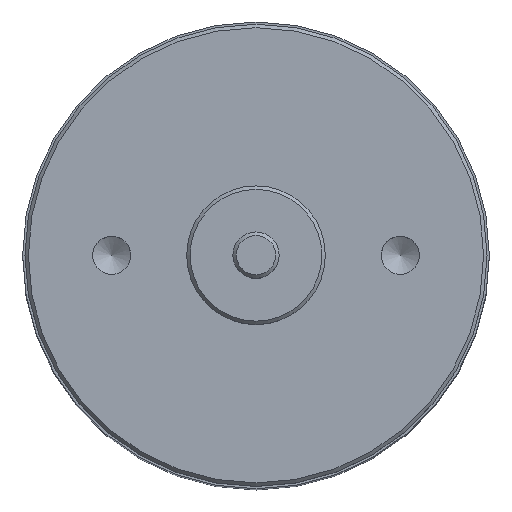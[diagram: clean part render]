
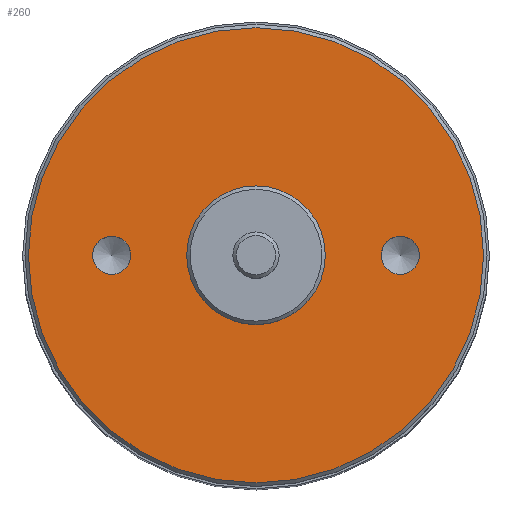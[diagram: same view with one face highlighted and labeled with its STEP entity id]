
A CAD part, top view. The second image highlights one B-rep face of the part: STEP entity #260.
In plain terms, the highlighted planar face has unit normal (0, 0, 1).
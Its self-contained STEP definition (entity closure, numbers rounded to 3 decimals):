
#18=PLANE('',#305);
#62=FACE_BOUND('',#121,.T.);
#63=FACE_BOUND('',#122,.T.);
#64=FACE_BOUND('',#123,.T.);
#84=FACE_OUTER_BOUND('',#120,.T.);
#120=EDGE_LOOP('',(#225));
#121=EDGE_LOOP('',(#226));
#122=EDGE_LOOP('',(#227));
#123=EDGE_LOOP('',(#228));
#132=CIRCLE('',#269,19.7);
#143=CIRCLE('',#285,1.65);
#145=CIRCLE('',#289,1.65);
#149=CIRCLE('',#298,6.);
#153=VERTEX_POINT('',#401);
#164=VERTEX_POINT('',#428);
#166=VERTEX_POINT('',#434);
#170=VERTEX_POINT('',#447);
#174=EDGE_CURVE('',#153,#153,#132,.T.);
#185=EDGE_CURVE('',#164,#164,#143,.T.);
#187=EDGE_CURVE('',#166,#166,#145,.T.);
#191=EDGE_CURVE('',#170,#170,#149,.T.);
#225=ORIENTED_EDGE('',*,*,#174,.T.);
#226=ORIENTED_EDGE('',*,*,#185,.F.);
#227=ORIENTED_EDGE('',*,*,#187,.F.);
#228=ORIENTED_EDGE('',*,*,#191,.F.);
#260=ADVANCED_FACE('',(#84,#62,#63,#64),#18,.T.);
#269=AXIS2_PLACEMENT_3D('',#402,#315,#316);
#285=AXIS2_PLACEMENT_3D('',#429,#347,#348);
#289=AXIS2_PLACEMENT_3D('',#435,#355,#356);
#298=AXIS2_PLACEMENT_3D('',#448,#373,#374);
#305=AXIS2_PLACEMENT_3D('',#458,#387,#388);
#315=DIRECTION('center_axis',(0.,0.,1.));
#316=DIRECTION('ref_axis',(1.,0.,0.));
#347=DIRECTION('center_axis',(0.,0.,1.));
#348=DIRECTION('ref_axis',(1.,0.,0.));
#355=DIRECTION('center_axis',(0.,0.,1.));
#356=DIRECTION('ref_axis',(1.,0.,0.));
#373=DIRECTION('center_axis',(0.,0.,1.));
#374=DIRECTION('ref_axis',(1.,0.,0.));
#387=DIRECTION('center_axis',(0.,0.,1.));
#388=DIRECTION('ref_axis',(1.,0.,0.));
#401=CARTESIAN_POINT('',(-19.7,0.,0.));
#402=CARTESIAN_POINT('Origin',(0.,0.,0.));
#428=CARTESIAN_POINT('',(-10.85,0.,0.));
#429=CARTESIAN_POINT('Origin',(-12.5,0.,0.));
#434=CARTESIAN_POINT('',(14.15,0.,0.));
#435=CARTESIAN_POINT('Origin',(12.5,0.,0.));
#447=CARTESIAN_POINT('',(-6.,0.,0.));
#448=CARTESIAN_POINT('Origin',(0.,0.,0.));
#458=CARTESIAN_POINT('Origin',(0.,0.,0.));
